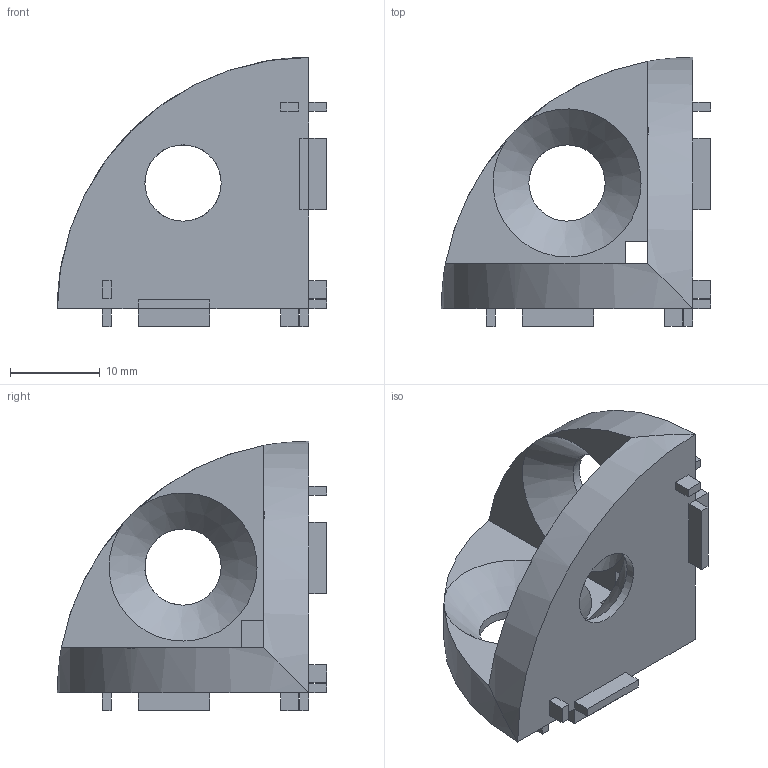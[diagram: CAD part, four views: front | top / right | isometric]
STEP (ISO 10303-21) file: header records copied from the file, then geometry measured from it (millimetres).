
FILE_DESCRIPTION((''),'2;1');
FILE_NAME('AR3498.stp','2021-02-23T14:39:52',('arma03'),(''),'Autodesk Inventor 2013','Autodesk Inventor 2013','');
FILE_SCHEMA(('AUTOMOTIVE_DESIGN { 1 0 10303 214 1 1 1 1 }'));
Length unit declared in the file: millimetre
Products named in the file (1): AR3498
Bounding box: 30 x 30 x 30 mm (x, y, z)
Volume: 5470.5 mm3; surface area: 3874.6 mm2
Topology: 1 solids, 1 shells, 80 faces, 201 edges, 125 vertices
Faces by surface type: plane 71, cylinder 6, cone 3
Full cylindrical faces by diameter (mm): 8.5 x3
Entity records: 2324 total; most frequent: CARTESIAN_POINT 410, ORIENTED_EDGE 384, DIRECTION 372, EDGE_CURVE 192, VECTOR 168, LINE 168, VERTEX_POINT 122, AXIS2_PLACEMENT_3D 102
